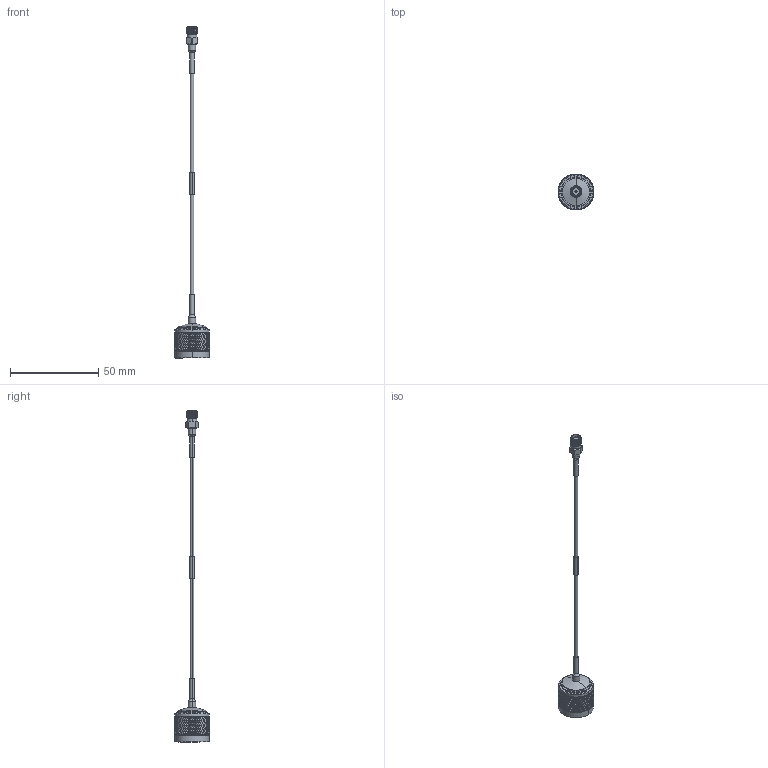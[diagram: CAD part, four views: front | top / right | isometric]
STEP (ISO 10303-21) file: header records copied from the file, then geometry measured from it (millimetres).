
FILE_DESCRIPTION (( 'STEP AP214' ), '1' );
FILE_NAME ('LCCA30547.step', '2020-06-19T21:15:22', ( '' ), ( '' ), 'SwSTEP 2.0', 'SolidWorks 2018', '' );
FILE_SCHEMA (( 'AUTOMOTIVE_DESIGN' ));
Length unit declared in the file: inch
Products named in the file (6): LCCA30547; LCCN3044_HS-2; LC085TB (085 FORMABLE); 1AW01-002_.08 ID; LCCN3046; LCCN3050
Assembly tree (6 placements, depth 2):
  LCCA30547
    LC085TB (085 FORMABLE)
    1AW01-002_.08 ID
    LCCN3046
    LCCN3044_HS-2  x2
    LCCN3050
Bounding box: 20.32 x 20.32 x 187.71 mm (x, y, z)
Volume: 5021.9 mm3; surface area: 5097.7 mm2
Topology: 6 solids, 6 shells, 2396 faces, 5102 edges, 2730 vertices
Faces by surface type: bspline 1802, cylinder 525, cone 33, plane 30, torus 6
Entity records: 93445 total; most frequent: CARTESIAN_POINT 62013, ORIENTED_EDGE 10176, EDGE_CURVE 5088, VERTEX_POINT 2722, EDGE_LOOP 2402, FACE_OUTER_BOUND 2388, ADVANCED_FACE 2388, B_SPLINE_CURVE_WITH_KNOTS 2060
